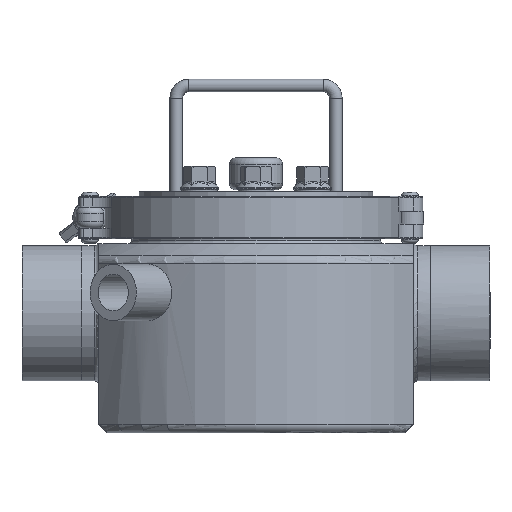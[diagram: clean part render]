
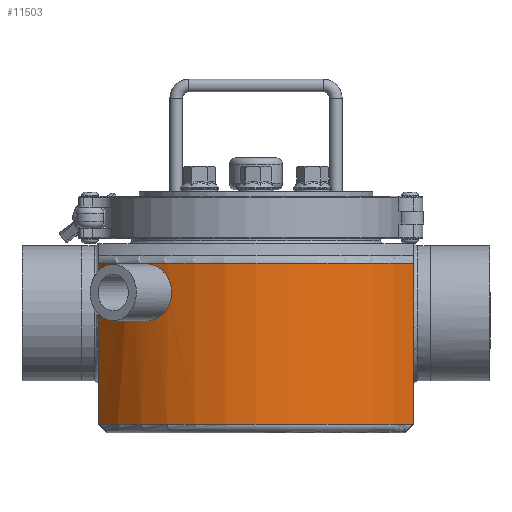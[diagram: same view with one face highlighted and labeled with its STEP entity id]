
A CAD part, front view. The second image highlights one B-rep face of the part: STEP entity #11503.
In plain terms, the highlighted cylindrical face has radius 89 mm (diameter 178 mm), a partial arc.
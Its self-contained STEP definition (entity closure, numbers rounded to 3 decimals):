
#350=B_SPLINE_CURVE_WITH_KNOTS('',3,(#18785,#18786,#18787,#18788,#18789,
#18790,#18791,#18792,#18793,#18794,#18795,#18796,#18797,#18798),
 .UNSPECIFIED.,.F.,.F.,(4,2,2,2,2,2,4),(0.,0.5,1.,
1.5,2.,2.5,2.67),
 .UNSPECIFIED.);
#351=B_SPLINE_CURVE_WITH_KNOTS('',3,(#18799,#18800,#18801,#18802,#18803,
#18804,#18805,#18806,#18807,#18808,#18809,#18810,#18811,#18812,#18813,#18814,
#18815,#18816,#18817,#18818,#18819,#18820,#18821,#18822),.UNSPECIFIED.,
 .F.,.F.,(4,2,2,2,2,2,2,2,2,2,2,4),(2.67,2.999,3.499,
3.999,4.499,4.999,5.499,5.999,
6.499,6.999,7.499,7.999),
 .UNSPECIFIED.);
#706=FACE_BOUND('',#1948,.T.);
#1187=FACE_OUTER_BOUND('',#1947,.T.);
#1947=EDGE_LOOP('',(#7908,#7909,#7910,#7911));
#1948=EDGE_LOOP('',(#7912,#7913));
#2823=CIRCLE('',#12519,89.);
#2824=CIRCLE('',#12521,89.);
#3470=LINE('',#19249,#3953);
#3471=LINE('',#19252,#3954);
#3953=VECTOR('',#14558,10.);
#3954=VECTOR('',#14561,10.);
#4613=VERTEX_POINT('',#18782);
#4614=VERTEX_POINT('',#18784);
#4651=VERTEX_POINT('',#19215);
#4654=VERTEX_POINT('',#19233);
#4655=VERTEX_POINT('',#19248);
#4656=VERTEX_POINT('',#19250);
#5799=EDGE_CURVE('',#4614,#4613,#350,.T.);
#5800=EDGE_CURVE('',#4613,#4614,#351,.T.);
#5848=EDGE_CURVE('',#4654,#4651,#2823,.T.);
#5849=EDGE_CURVE('',#4654,#4655,#3470,.T.);
#5850=EDGE_CURVE('',#4656,#4655,#2824,.T.);
#5851=EDGE_CURVE('',#4656,#4651,#3471,.T.);
#7908=ORIENTED_EDGE('',*,*,#5848,.F.);
#7909=ORIENTED_EDGE('',*,*,#5849,.T.);
#7910=ORIENTED_EDGE('',*,*,#5850,.F.);
#7911=ORIENTED_EDGE('',*,*,#5851,.T.);
#7912=ORIENTED_EDGE('',*,*,#5799,.T.);
#7913=ORIENTED_EDGE('',*,*,#5800,.T.);
#10409=CYLINDRICAL_SURFACE('',#12520,89.);
#11503=ADVANCED_FACE('',(#1187,#706),#10409,.T.);
#12519=AXIS2_PLACEMENT_3D('',#19246,#14554,#14555);
#12520=AXIS2_PLACEMENT_3D('',#19247,#14556,#14557);
#12521=AXIS2_PLACEMENT_3D('',#19251,#14559,#14560);
#14554=DIRECTION('center_axis',(0.,0.,
1.));
#14555=DIRECTION('ref_axis',(0.,-1.,0.));
#14556=DIRECTION('center_axis',(0.,0.,
-1.));
#14557=DIRECTION('ref_axis',(0.,-1.,0.));
#14558=DIRECTION('',(0.,0.,-1.));
#14559=DIRECTION('center_axis',(0.,0.,
-1.));
#14560=DIRECTION('ref_axis',(-1.,0.,0.));
#14561=DIRECTION('',(0.,0.,1.));
#18782=CARTESIAN_POINT('',(-45.424,-76.535,-23.563));
#18784=CARTESIAN_POINT('',(-61.333,-64.492,-35.));
#18785=CARTESIAN_POINT('Ctrl Pts',(-61.333,-64.492,
-35.));
#18786=CARTESIAN_POINT('Ctrl Pts',(-61.333,-64.492,
-33.334));
#18787=CARTESIAN_POINT('Ctrl Pts',(-61.09,-64.726,
-31.558));
#18788=CARTESIAN_POINT('Ctrl Pts',(-60.089,-65.656,
-28.294));
#18789=CARTESIAN_POINT('Ctrl Pts',(-59.331,-66.35,
-26.806));
#18790=CARTESIAN_POINT('Ctrl Pts',(-57.548,-67.901,-24.456));
#18791=CARTESIAN_POINT('Ctrl Pts',(-56.405,-68.863,
-23.437));
#18792=CARTESIAN_POINT('Ctrl Pts',(-53.838,-70.888,
-22.084));
#18793=CARTESIAN_POINT('Ctrl Pts',(-52.413,-71.949,
-21.75));
#18794=CARTESIAN_POINT('Ctrl Pts',(-49.683,-73.86,
-21.75));
#18795=CARTESIAN_POINT('Ctrl Pts',(-48.199,-74.837,
-22.084));
#18796=CARTESIAN_POINT('Ctrl Pts',(-46.334,-75.99,
-22.991));
#18797=CARTESIAN_POINT('Ctrl Pts',(-45.87,-76.271,
-23.26));
#18798=CARTESIAN_POINT('Ctrl Pts',(-45.424,-76.535,
-23.563));
#18799=CARTESIAN_POINT('Ctrl Pts',(-45.424,-76.535,
-23.563));
#18800=CARTESIAN_POINT('Ctrl Pts',(-44.563,-77.046,
-24.147));
#18801=CARTESIAN_POINT('Ctrl Pts',(-43.771,-77.497,
-24.857));
#18802=CARTESIAN_POINT('Ctrl Pts',(-42.056,-78.445,
-26.806));
#18803=CARTESIAN_POINT('Ctrl Pts',(-41.145,-78.921,
-28.294));
#18804=CARTESIAN_POINT('Ctrl Pts',(-39.929,-79.543,-31.558));
#18805=CARTESIAN_POINT('Ctrl Pts',(-39.626,-79.692,
-33.334));
#18806=CARTESIAN_POINT('Ctrl Pts',(-39.626,-79.692,
-36.666));
#18807=CARTESIAN_POINT('Ctrl Pts',(-39.929,-79.543,-38.442));
#18808=CARTESIAN_POINT('Ctrl Pts',(-41.145,-78.921,
-41.706));
#18809=CARTESIAN_POINT('Ctrl Pts',(-42.056,-78.445,
-43.194));
#18810=CARTESIAN_POINT('Ctrl Pts',(-44.124,-77.301,-45.544));
#18811=CARTESIAN_POINT('Ctrl Pts',(-45.419,-76.556,
-46.563));
#18812=CARTESIAN_POINT('Ctrl Pts',(-48.199,-74.837,
-47.916));
#18813=CARTESIAN_POINT('Ctrl Pts',(-49.683,-73.86,
-48.25));
#18814=CARTESIAN_POINT('Ctrl Pts',(-52.413,-71.949,
-48.25));
#18815=CARTESIAN_POINT('Ctrl Pts',(-53.838,-70.888,
-47.916));
#18816=CARTESIAN_POINT('Ctrl Pts',(-56.405,-68.863,
-46.563));
#18817=CARTESIAN_POINT('Ctrl Pts',(-57.548,-67.901,-45.544));
#18818=CARTESIAN_POINT('Ctrl Pts',(-59.331,-66.35,
-43.194));
#18819=CARTESIAN_POINT('Ctrl Pts',(-60.089,-65.656,-41.706));
#18820=CARTESIAN_POINT('Ctrl Pts',(-61.09,-64.726,
-38.442));
#18821=CARTESIAN_POINT('Ctrl Pts',(-61.333,-64.492,
-36.666));
#18822=CARTESIAN_POINT('Ctrl Pts',(-61.333,-64.492,
-35.));
#19215=CARTESIAN_POINT('',(74.,-49.447,-21.309));
#19233=CARTESIAN_POINT('',(-74.,-49.447,-21.309));
#19246=CARTESIAN_POINT('Origin',(0.,0.,
-21.309));
#19247=CARTESIAN_POINT('Origin',(0.,0.,
-54.5));
#19248=CARTESIAN_POINT('',(-74.,-49.447,-97.));
#19249=CARTESIAN_POINT('',(-74.,-49.447,-54.5));
#19250=CARTESIAN_POINT('',(74.,-49.447,-97.));
#19251=CARTESIAN_POINT('Origin',(0.,0.,
-97.));
#19252=CARTESIAN_POINT('',(74.,-49.447,-54.5));
